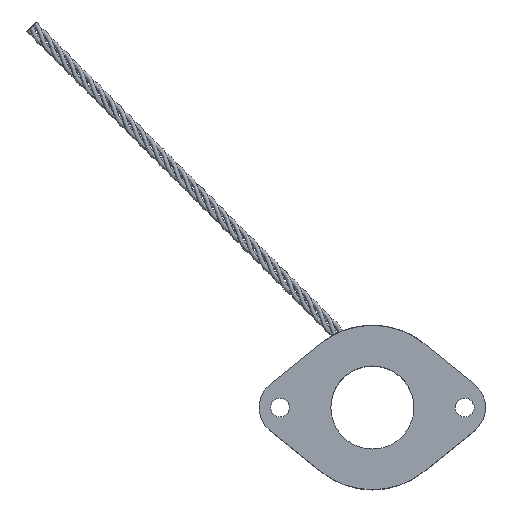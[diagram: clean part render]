
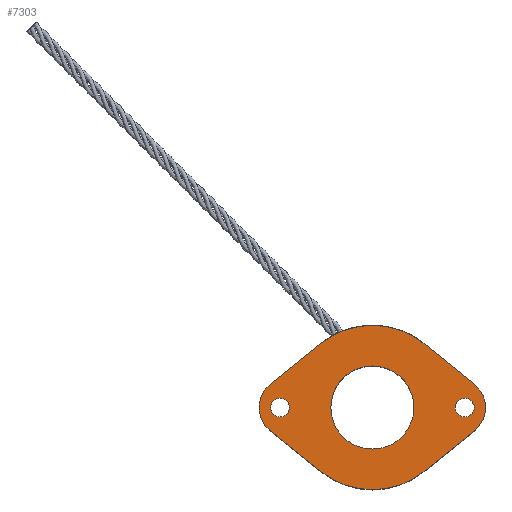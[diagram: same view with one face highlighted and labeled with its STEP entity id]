
A CAD part, top view. The second image highlights one B-rep face of the part: STEP entity #7303.
In plain terms, the highlighted planar face has unit normal (0, 0, 1).
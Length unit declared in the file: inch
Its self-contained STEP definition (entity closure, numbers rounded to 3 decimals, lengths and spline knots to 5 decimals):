
#72=FACE_BOUND('',#1533,.T.);
#73=FACE_BOUND('',#1534,.T.);
#74=FACE_BOUND('',#1535,.T.);
#738=PLANE('',#7718);
#1114=FACE_OUTER_BOUND('',#1532,.T.);
#1532=EDGE_LOOP('',(#6486,#6487,#6488,#6489,#6490,#6491,#6492,#6493));
#1533=EDGE_LOOP('',(#6494));
#1534=EDGE_LOOP('',(#6495));
#1535=EDGE_LOOP('',(#6496));
#1611=CIRCLE('',#7457,0.35039);
#1672=CIRCLE('',#7672,0.17717);
#1686=CIRCLE('',#7691,0.12795);
#1688=CIRCLE('',#7698,0.35039);
#1689=CIRCLE('',#7703,0.12795);
#1692=CIRCLE('',#7709,0.04035);
#1693=CIRCLE('',#7711,0.04035);
#2231=LINE('',#15818,#2771);
#2235=LINE('',#15830,#2775);
#2237=LINE('',#15839,#2777);
#2242=LINE('',#15848,#2782);
#2771=VECTOR('',#8921,39.37008);
#2775=VECTOR('',#8935,39.37008);
#2777=VECTOR('',#8947,39.37008);
#2782=VECTOR('',#8956,39.37008);
#3022=VERTEX_POINT('',#12225);
#3023=VERTEX_POINT('',#12227);
#3430=VERTEX_POINT('',#15772);
#3449=VERTEX_POINT('',#15816);
#3450=VERTEX_POINT('',#15820);
#3452=VERTEX_POINT('',#15828);
#3453=VERTEX_POINT('',#15834);
#3454=VERTEX_POINT('',#15838);
#3456=VERTEX_POINT('',#15846);
#3459=VERTEX_POINT('',#15858);
#3460=VERTEX_POINT('',#15861);
#3822=EDGE_CURVE('',#3023,#3022,#1611,.T.);
#4431=EDGE_CURVE('',#3430,#3430,#1672,.T.);
#4453=EDGE_CURVE('',#3022,#3449,#2231,.T.);
#4455=EDGE_CURVE('',#3449,#3450,#1686,.T.);
#4459=EDGE_CURVE('',#3450,#3452,#2235,.T.);
#4461=EDGE_CURVE('',#3452,#3453,#1688,.T.);
#4462=EDGE_CURVE('',#3454,#3023,#2237,.T.);
#4467=EDGE_CURVE('',#3453,#3456,#2242,.T.);
#4468=EDGE_CURVE('',#3456,#3454,#1689,.T.);
#4471=EDGE_CURVE('',#3459,#3459,#1692,.T.);
#4472=EDGE_CURVE('',#3460,#3460,#1693,.T.);
#6486=ORIENTED_EDGE('',*,*,#4468,.T.);
#6487=ORIENTED_EDGE('',*,*,#4462,.T.);
#6488=ORIENTED_EDGE('',*,*,#3822,.T.);
#6489=ORIENTED_EDGE('',*,*,#4453,.T.);
#6490=ORIENTED_EDGE('',*,*,#4455,.T.);
#6491=ORIENTED_EDGE('',*,*,#4459,.T.);
#6492=ORIENTED_EDGE('',*,*,#4461,.T.);
#6493=ORIENTED_EDGE('',*,*,#4467,.T.);
#6494=ORIENTED_EDGE('',*,*,#4431,.T.);
#6495=ORIENTED_EDGE('',*,*,#4471,.F.);
#6496=ORIENTED_EDGE('',*,*,#4472,.F.);
#7303=ADVANCED_FACE('',(#1114,#72,#73,#74),#738,.F.);
#7457=AXIS2_PLACEMENT_3D('',#12228,#8083,#8084);
#7672=AXIS2_PLACEMENT_3D('',#15773,#8877,#8878);
#7691=AXIS2_PLACEMENT_3D('',#15822,#8925,#8926);
#7698=AXIS2_PLACEMENT_3D('',#15836,#8943,#8944);
#7703=AXIS2_PLACEMENT_3D('',#15850,#8959,#8960);
#7709=AXIS2_PLACEMENT_3D('',#15859,#8971,#8972);
#7711=AXIS2_PLACEMENT_3D('',#15862,#8975,#8976);
#7718=AXIS2_PLACEMENT_3D('',#15877,#8994,#8995);
#8083=DIRECTION('center_axis',(0.,0.,1.));
#8084=DIRECTION('ref_axis',(1.,0.,0.));
#8877=DIRECTION('center_axis',(0.,0.,-1.));
#8878=DIRECTION('ref_axis',(1.,0.,0.));
#8921=DIRECTION('',(-0.778,-0.628,0.));
#8925=DIRECTION('center_axis',(0.,0.,1.));
#8926=DIRECTION('ref_axis',(1.,0.,0.));
#8935=DIRECTION('',(0.778,-0.628,0.));
#8943=DIRECTION('center_axis',(0.,0.,1.));
#8944=DIRECTION('ref_axis',(1.,0.,0.));
#8947=DIRECTION('',(-0.778,0.628,0.));
#8956=DIRECTION('',(0.778,0.628,0.));
#8959=DIRECTION('center_axis',(0.,0.,1.));
#8960=DIRECTION('ref_axis',(-1.,0.,0.));
#8971=DIRECTION('center_axis',(0.,0.,1.));
#8972=DIRECTION('ref_axis',(1.,0.,0.));
#8975=DIRECTION('center_axis',(0.,0.,1.));
#8976=DIRECTION('ref_axis',(1.,0.,0.));
#8994=DIRECTION('center_axis',(0.,0.,-1.));
#8995=DIRECTION('ref_axis',(-1.,0.,0.));
#12225=CARTESIAN_POINT('',(-0.21997,0.27274,0.35433));
#12227=CARTESIAN_POINT('',(0.21997,0.27274,0.35433));
#12228=CARTESIAN_POINT('Origin',(0.,0.,0.35433));
#15772=CARTESIAN_POINT('',(0.17717,0.,0.35433));
#15773=CARTESIAN_POINT('Origin',(0.,0.,0.35433));
#15816=CARTESIAN_POINT('',(-0.43466,0.0996,0.35433));
#15818=CARTESIAN_POINT('',(-0.43466,0.0996,0.35433));
#15820=CARTESIAN_POINT('',(-0.43466,-0.0996,0.35433));
#15822=CARTESIAN_POINT('Origin',(-0.35433,0.,
0.35433));
#15828=CARTESIAN_POINT('',(-0.21997,-0.27274,0.35433));
#15830=CARTESIAN_POINT('',(-0.43466,-0.0996,0.35433));
#15834=CARTESIAN_POINT('',(0.21997,-0.27274,0.35433));
#15836=CARTESIAN_POINT('Origin',(0.,0.,0.35433));
#15838=CARTESIAN_POINT('',(0.43466,0.0996,0.35433));
#15839=CARTESIAN_POINT('',(0.43466,0.0996,0.35433));
#15846=CARTESIAN_POINT('',(0.43466,-0.0996,0.35433));
#15848=CARTESIAN_POINT('',(0.43466,-0.0996,0.35433));
#15850=CARTESIAN_POINT('Origin',(0.35433,0.,
0.35433));
#15858=CARTESIAN_POINT('',(0.43406,0.,0.35433));
#15859=CARTESIAN_POINT('Origin',(0.3937,0.,0.35433));
#15861=CARTESIAN_POINT('',(-0.35335,0.,0.35433));
#15862=CARTESIAN_POINT('Origin',(-0.3937,0.,0.35433));
#15877=CARTESIAN_POINT('Origin',(0.35433,0.,
0.35433));
